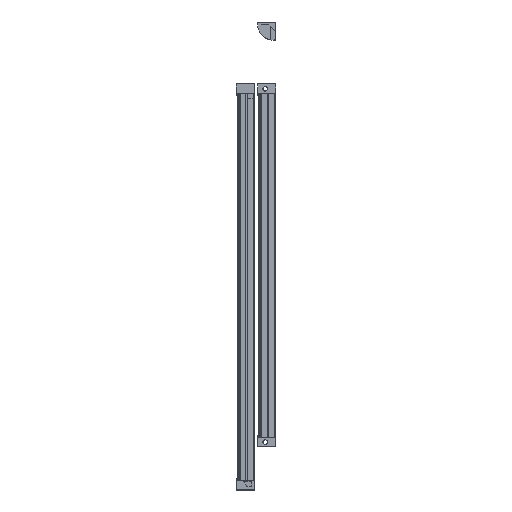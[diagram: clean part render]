
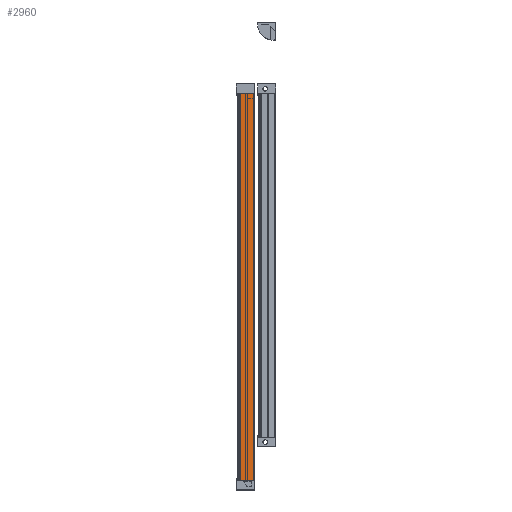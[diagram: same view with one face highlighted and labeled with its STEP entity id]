
A CAD part, left-side view. The second image highlights one B-rep face of the part: STEP entity #2960.
In plain terms, the highlighted face is planar.
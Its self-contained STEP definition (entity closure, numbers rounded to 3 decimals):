
#2960=ADVANCED_FACE('',(#5795),#5797,.T.);
#5795=FACE_BOUND('',#5796,.T.);
#5796=EDGE_LOOP('',(#7938,#7939,#7940,#7941));
#5797=PLANE('',#5798);
#5798=AXIS2_PLACEMENT_3D('',#5799,#5800,#5801);
#5799=CARTESIAN_POINT('',(0.,0.,0.));
#5800=DIRECTION('',(0.,1.,0.));
#5801=DIRECTION('',(-1.,0.,0.));
#7938=ORIENTED_EDGE('',*,*,#9387,.T.);
#7939=ORIENTED_EDGE('',*,*,#9386,.F.);
#7940=ORIENTED_EDGE('',*,*,#9388,.T.);
#7941=ORIENTED_EDGE('',*,*,#9337,.T.);
#9337=EDGE_CURVE('',#10518,#10516,#10519,.T.);
#9386=EDGE_CURVE('',#10594,#10592,#10596,.T.);
#9387=EDGE_CURVE('',#10516,#10592,#10597,.T.);
#9388=EDGE_CURVE('',#10594,#10518,#10598,.T.);
#10516=VERTEX_POINT('',#13405);
#10518=VERTEX_POINT('',#13409);
#10519=LINE('',#13410,#13411);
#10592=VERTEX_POINT('',#13577);
#10594=VERTEX_POINT('',#13581);
#10596=LINE('',#13585,#13586);
#10597=LINE('',#13588,#13589);
#10598=LINE('',#13591,#13592);
#13405=CARTESIAN_POINT('',(-16.,0.,360.));
#13409=CARTESIAN_POINT('',(-16.,0.,0.));
#13410=CARTESIAN_POINT('',(-16.,0.,0.));
#13411=VECTOR('',#13412,1.);
#13412=DIRECTION('',(0.,0.,1.));
#13577=CARTESIAN_POINT('',(0.,0.,360.));
#13581=CARTESIAN_POINT('',(0.,0.,0.));
#13585=CARTESIAN_POINT('',(0.,0.,0.));
#13586=VECTOR('',#13587,1.);
#13587=DIRECTION('',(0.,0.,1.));
#13588=CARTESIAN_POINT('',(-16.,0.,360.));
#13589=VECTOR('',#13590,1.);
#13590=DIRECTION('',(1.,0.,0.));
#13591=CARTESIAN_POINT('',(0.,0.,0.));
#13592=VECTOR('',#13593,1.);
#13593=DIRECTION('',(-1.,0.,0.));
